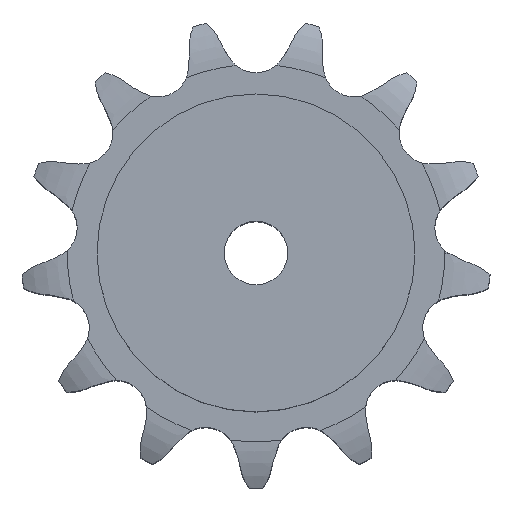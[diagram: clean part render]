
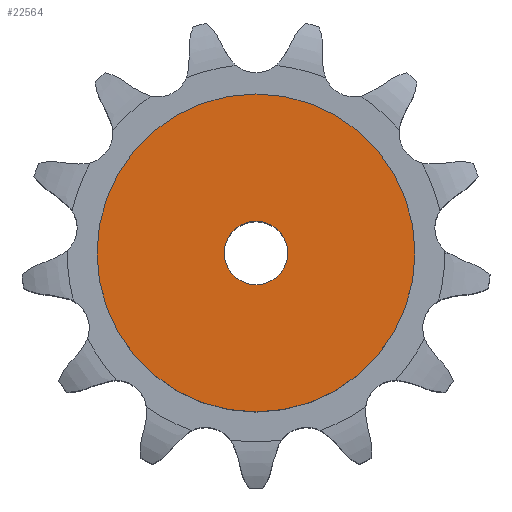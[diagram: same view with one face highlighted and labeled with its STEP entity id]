
A CAD part, top view. The second image highlights one B-rep face of the part: STEP entity #22564.
In plain terms, the highlighted planar face has unit normal (0, 0, 1).
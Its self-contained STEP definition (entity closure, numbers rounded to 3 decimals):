
#12240 = CYLINDRICAL_SURFACE('',#12241,10.);
#12241 = AXIS2_PLACEMENT_3D('',#12242,#12243,#12244);
#12242 = CARTESIAN_POINT('',(0.,0.,263.264));
#12243 = DIRECTION('',(0.,0.,1.));
#12244 = DIRECTION('',(1.,0.,0.));
#15505 = EDGE_CURVE('',#15506,#15506,#15508,.T.);
#15506 = VERTEX_POINT('',#15507);
#15507 = CARTESIAN_POINT('',(10.,0.,115.));
#15508 = SURFACE_CURVE('',#15509,(#15514,#15521),.PCURVE_S1.);
#15509 = CIRCLE('',#15510,10.);
#15510 = AXIS2_PLACEMENT_3D('',#15511,#15512,#15513);
#15511 = CARTESIAN_POINT('',(0.,0.,115.));
#15512 = DIRECTION('',(0.,0.,1.));
#15513 = DIRECTION('',(1.,0.,0.));
#15514 = PCURVE('',#12240,#15515);
#15515 = DEFINITIONAL_REPRESENTATION('',(#15516),#15520);
#15516 = LINE('',#15517,#15518);
#15517 = CARTESIAN_POINT('',(0.,-148.264));
#15518 = VECTOR('',#15519,1.);
#15519 = DIRECTION('',(1.,0.));
#15520 = ( GEOMETRIC_REPRESENTATION_CONTEXT(2) 
PARAMETRIC_REPRESENTATION_CONTEXT() REPRESENTATION_CONTEXT('2D SPACE',''
  ) );
#15521 = PCURVE('',#15522,#15527);
#15522 = PLANE('',#15523);
#15523 = AXIS2_PLACEMENT_3D('',#15524,#15525,#15526);
#15524 = CARTESIAN_POINT('',(0.,0.,115.)
  );
#15525 = DIRECTION('',(0.,0.,1.));
#15526 = DIRECTION('',(1.,0.,0.));
#15527 = DEFINITIONAL_REPRESENTATION('',(#15528),#15532);
#15528 = CIRCLE('',#15529,10.);
#15529 = AXIS2_PLACEMENT_2D('',#15530,#15531);
#15530 = CARTESIAN_POINT('',(0.,0.));
#15531 = DIRECTION('',(1.,0.));
#15532 = ( GEOMETRIC_REPRESENTATION_CONTEXT(2) 
PARAMETRIC_REPRESENTATION_CONTEXT() REPRESENTATION_CONTEXT('2D SPACE',''
  ) );
#22564 = ADVANCED_FACE('',(#22565,#22596),#15522,.T.);
#22565 = FACE_BOUND('',#22566,.T.);
#22566 = EDGE_LOOP('',(#22567));
#22567 = ORIENTED_EDGE('',*,*,#22568,.T.);
#22568 = EDGE_CURVE('',#22569,#22569,#22571,.T.);
#22569 = VERTEX_POINT('',#22570);
#22570 = CARTESIAN_POINT('',(50.,0.,115.));
#22571 = SURFACE_CURVE('',#22572,(#22577,#22584),.PCURVE_S1.);
#22572 = CIRCLE('',#22573,50.);
#22573 = AXIS2_PLACEMENT_3D('',#22574,#22575,#22576);
#22574 = CARTESIAN_POINT('',(0.,0.,115.));
#22575 = DIRECTION('',(0.,0.,1.));
#22576 = DIRECTION('',(1.,0.,0.));
#22577 = PCURVE('',#15522,#22578);
#22578 = DEFINITIONAL_REPRESENTATION('',(#22579),#22583);
#22579 = CIRCLE('',#22580,50.);
#22580 = AXIS2_PLACEMENT_2D('',#22581,#22582);
#22581 = CARTESIAN_POINT('',(0.,0.));
#22582 = DIRECTION('',(1.,0.));
#22583 = ( GEOMETRIC_REPRESENTATION_CONTEXT(2) 
PARAMETRIC_REPRESENTATION_CONTEXT() REPRESENTATION_CONTEXT('2D SPACE',''
  ) );
#22584 = PCURVE('',#22585,#22590);
#22585 = CYLINDRICAL_SURFACE('',#22586,50.);
#22586 = AXIS2_PLACEMENT_3D('',#22587,#22588,#22589);
#22587 = CARTESIAN_POINT('',(0.,0.,0.));
#22588 = DIRECTION('',(-0.,-0.,-1.));
#22589 = DIRECTION('',(1.,0.,0.));
#22590 = DEFINITIONAL_REPRESENTATION('',(#22591),#22595);
#22591 = LINE('',#22592,#22593);
#22592 = CARTESIAN_POINT('',(-0.,-115.));
#22593 = VECTOR('',#22594,1.);
#22594 = DIRECTION('',(-1.,0.));
#22595 = ( GEOMETRIC_REPRESENTATION_CONTEXT(2) 
PARAMETRIC_REPRESENTATION_CONTEXT() REPRESENTATION_CONTEXT('2D SPACE',''
  ) );
#22596 = FACE_BOUND('',#22597,.T.);
#22597 = EDGE_LOOP('',(#22598));
#22598 = ORIENTED_EDGE('',*,*,#15505,.F.);
